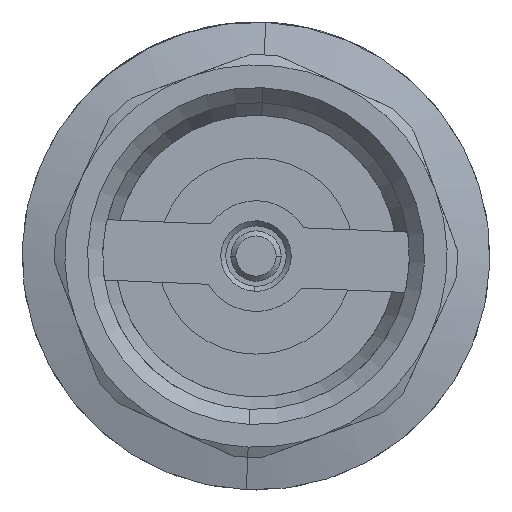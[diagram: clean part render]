
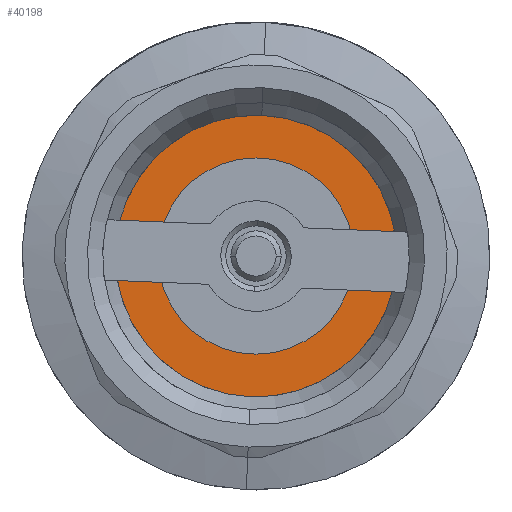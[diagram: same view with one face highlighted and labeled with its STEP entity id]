
A CAD part, front view. The second image highlights one B-rep face of the part: STEP entity #40198.
In plain terms, the highlighted planar face has unit normal (0, -1, 0).
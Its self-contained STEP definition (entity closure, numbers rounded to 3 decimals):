
#2815 = EDGE_CURVE ( 'NONE', #30416, #27268, #4907, .T. ) ;
#3832 = AXIS2_PLACEMENT_3D ( 'NONE', #18457, #5557, #28299 ) ;
#3949 = ORIENTED_EDGE ( 'NONE', *, *, #41649, .F. ) ;
#4563 = CARTESIAN_POINT ( 'NONE',  ( 0., 0., 0. ) ) ;
#4907 = CIRCLE ( 'NONE', #17606, 16.5 ) ;
#5557 = DIRECTION ( 'NONE',  ( 0., 1., 0. ) ) ;
#5719 = VERTEX_POINT ( 'NONE', #39861 ) ;
#7040 = CARTESIAN_POINT ( 'NONE',  ( 0., 0., 16.5 ) ) ;
#7049 = FACE_BOUND ( 'NONE', #24300, .T. ) ;
#7812 = DIRECTION ( 'NONE',  ( 0., 0., 1. ) ) ;
#12125 = EDGE_CURVE ( 'NONE', #13881, #5719, #29036, .T. ) ;
#13103 = AXIS2_PLACEMENT_3D ( 'NONE', #4563, #27263, #7812 ) ;
#13881 = VERTEX_POINT ( 'NONE', #33796 ) ;
#14142 = DIRECTION ( 'NONE',  ( 0., 1., 0. ) ) ;
#15079 = DIRECTION ( 'NONE',  ( 0., 1., 0. ) ) ;
#16929 = DIRECTION ( 'NONE',  ( 0., 0., 1. ) ) ;
#16935 = DIRECTION ( 'NONE',  ( 0., 1., 0. ) ) ;
#16965 = CARTESIAN_POINT ( 'NONE',  ( 0., 0., 0. ) ) ;
#17606 = AXIS2_PLACEMENT_3D ( 'NONE', #16965, #16935, #16929 ) ;
#17704 = CIRCLE ( 'NONE', #30506, 16.5 ) ;
#17822 = EDGE_CURVE ( 'NONE', #5719, #13881, #22690, .T. ) ;
#18457 = CARTESIAN_POINT ( 'NONE',  ( 0., 0., 0. ) ) ;
#18804 = ORIENTED_EDGE ( 'NONE', *, *, #17822, .T. ) ;
#21626 = ORIENTED_EDGE ( 'NONE', *, *, #2815, .F. ) ;
#22690 = CIRCLE ( 'NONE', #13103, 6.25 ) ;
#24248 = FACE_OUTER_BOUND ( 'NONE', #34209, .T. ) ;
#24300 = EDGE_LOOP ( 'NONE', ( #37573, #18804 ) ) ;
#24948 = PLANE ( 'NONE',  #3832 ) ;
#26058 = CARTESIAN_POINT ( 'NONE',  ( 0., 0., -16.5 ) ) ;
#27263 = DIRECTION ( 'NONE',  ( 0., 1., 0. ) ) ;
#27268 = VERTEX_POINT ( 'NONE', #26058 ) ;
#28299 = DIRECTION ( 'NONE',  ( 0., 0., 1. ) ) ;
#29036 = CIRCLE ( 'NONE', #34078, 6.25 ) ;
#30416 = VERTEX_POINT ( 'NONE', #7040 ) ;
#30506 = AXIS2_PLACEMENT_3D ( 'NONE', #33610, #14142, #36921 ) ;
#33610 = CARTESIAN_POINT ( 'NONE',  ( 0., 0., 0. ) ) ;
#33796 = CARTESIAN_POINT ( 'NONE',  ( 0., 0., -6.25 ) ) ;
#34078 = AXIS2_PLACEMENT_3D ( 'NONE', #34545, #15079, #37864 ) ;
#34209 = EDGE_LOOP ( 'NONE', ( #3949, #21626 ) ) ;
#34545 = CARTESIAN_POINT ( 'NONE',  ( 0., 0., 0. ) ) ;
#36921 = DIRECTION ( 'NONE',  ( 0., 0., 1. ) ) ;
#37573 = ORIENTED_EDGE ( 'NONE', *, *, #12125, .T. ) ;
#37864 = DIRECTION ( 'NONE',  ( 0., 0., 1. ) ) ;
#39861 = CARTESIAN_POINT ( 'NONE',  ( 0., 0., 6.25 ) ) ;
#40198 = ADVANCED_FACE ( 'NONE', ( #24248, #7049 ), #24948, .F. ) ;
#41649 = EDGE_CURVE ( 'NONE', #27268, #30416, #17704, .T. ) ;
